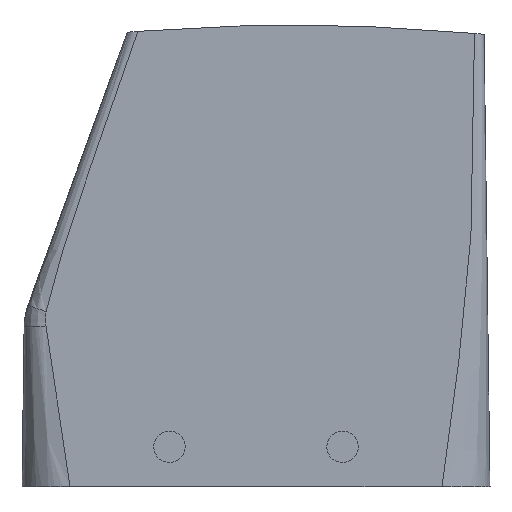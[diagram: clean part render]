
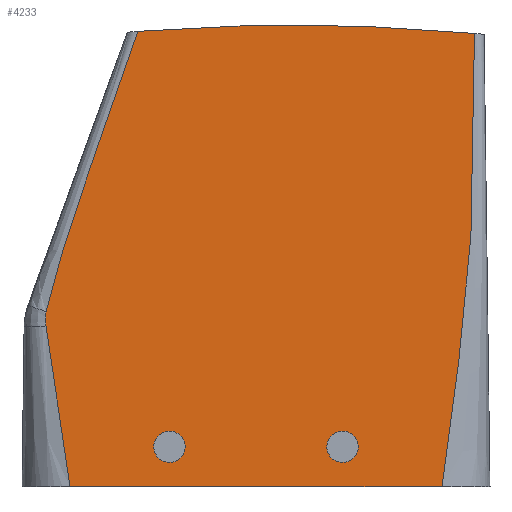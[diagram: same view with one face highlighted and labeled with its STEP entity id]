
A CAD part, left-side view. The second image highlights one B-rep face of the part: STEP entity #4233.
In plain terms, the highlighted planar face has unit normal (-1, 0, 0).
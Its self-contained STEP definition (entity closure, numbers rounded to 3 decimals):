
#3842=AXIS2_PLACEMENT_3D('Circle Axis2P3D',#3840,#3841,$) ;
#4176=AXIS2_PLACEMENT_3D('Plane Axis2P3D',#4173,#4174,#4175) ;
#4199=AXIS2_PLACEMENT_3D('Circle Axis2P3D',#4197,#4198,$) ;
#4208=AXIS2_PLACEMENT_3D('Circle Axis2P3D',#4206,#4207,$) ;
#4217=AXIS2_PLACEMENT_3D('Circle Axis2P3D',#4215,#4216,$) ;
#4226=AXIS2_PLACEMENT_3D('Circle Axis2P3D',#4224,#4225,$) ;
#1177=CARTESIAN_POINT('Vertex',(7.2,7.487,0.)) ;
#1182=CARTESIAN_POINT('Line Origine',(7.2,36.501,0.)) ;
#1186=CARTESIAN_POINT('Vertex',(7.2,65.515,0.)) ;
#2651=CARTESIAN_POINT('Vertex',(7.2,54.932,71.003)) ;
#2661=CARTESIAN_POINT('Vertex',(7.2,69.235,27.257)) ;
#2665=CARTESIAN_POINT('Control Point',(7.2,54.932,71.003)) ;
#2666=CARTESIAN_POINT('Control Point',(7.2,54.941,70.98)) ;
#2667=CARTESIAN_POINT('Control Point',(7.2,54.949,70.956)) ;
#2668=CARTESIAN_POINT('Control Point',(7.2,54.957,70.933)) ;
#2669=CARTESIAN_POINT('Control Point',(7.2,55.754,68.702)) ;
#2670=CARTESIAN_POINT('Control Point',(7.2,56.547,66.471)) ;
#2671=CARTESIAN_POINT('Control Point',(7.2,57.293,64.356)) ;
#2672=CARTESIAN_POINT('Control Point',(7.2,59.255,58.753)) ;
#2673=CARTESIAN_POINT('Control Point',(7.2,61.186,53.145)) ;
#2674=CARTESIAN_POINT('Control Point',(7.2,62.346,49.749)) ;
#2675=CARTESIAN_POINT('Control Point',(7.2,63.917,45.136)) ;
#2676=CARTESIAN_POINT('Control Point',(7.2,65.442,40.513)) ;
#2677=CARTESIAN_POINT('Control Point',(7.2,65.815,39.371)) ;
#2678=CARTESIAN_POINT('Control Point',(7.2,66.589,36.935)) ;
#2679=CARTESIAN_POINT('Control Point',(7.2,67.321,34.488)) ;
#2680=CARTESIAN_POINT('Control Point',(7.2,67.672,33.268)) ;
#2681=CARTESIAN_POINT('Control Point',(7.2,68.181,31.43)) ;
#2682=CARTESIAN_POINT('Control Point',(7.2,68.66,29.584)) ;
#2683=CARTESIAN_POINT('Control Point',(7.2,68.817,28.967)) ;
#2684=CARTESIAN_POINT('Control Point',(7.2,68.994,28.254)) ;
#2685=CARTESIAN_POINT('Control Point',(7.2,69.167,27.54)) ;
#2686=CARTESIAN_POINT('Control Point',(7.2,69.19,27.446)) ;
#2687=CARTESIAN_POINT('Control Point',(7.2,69.212,27.352)) ;
#2688=CARTESIAN_POINT('Control Point',(7.2,69.235,27.257)) ;
#2759=CARTESIAN_POINT('Vertex',(7.2,69.243,24.955)) ;
#2763=CARTESIAN_POINT('Control Point',(7.2,69.235,27.257)) ;
#2764=CARTESIAN_POINT('Control Point',(7.2,69.284,26.997)) ;
#2765=CARTESIAN_POINT('Control Point',(7.2,69.32,26.735)) ;
#2766=CARTESIAN_POINT('Control Point',(7.2,69.342,26.472)) ;
#2767=CARTESIAN_POINT('Control Point',(7.2,69.358,26.005)) ;
#2768=CARTESIAN_POINT('Control Point',(7.2,69.329,25.545)) ;
#2769=CARTESIAN_POINT('Control Point',(7.2,69.309,25.346)) ;
#2770=CARTESIAN_POINT('Control Point',(7.2,69.28,25.149)) ;
#2771=CARTESIAN_POINT('Control Point',(7.2,69.243,24.955)) ;
#3840=CARTESIAN_POINT('Axis2P3D Location',(7.2,30.5,-228.)) ;
#3844=CARTESIAN_POINT('Vertex',(7.2,2.424,70.683)) ;
#4121=CARTESIAN_POINT('Control Point',(7.2,2.424,70.683)) ;
#4122=CARTESIAN_POINT('Control Point',(7.2,2.423,70.417)) ;
#4123=CARTESIAN_POINT('Control Point',(7.2,2.422,70.149)) ;
#4124=CARTESIAN_POINT('Control Point',(7.2,2.422,69.881)) ;
#4125=CARTESIAN_POINT('Control Point',(7.2,2.418,67.329)) ;
#4126=CARTESIAN_POINT('Control Point',(7.2,2.421,64.777)) ;
#4127=CARTESIAN_POINT('Control Point',(7.2,2.432,62.494)) ;
#4128=CARTESIAN_POINT('Control Point',(7.2,2.465,57.953)) ;
#4129=CARTESIAN_POINT('Control Point',(7.2,2.523,53.413)) ;
#4130=CARTESIAN_POINT('Control Point',(7.2,2.559,51.051)) ;
#4131=CARTESIAN_POINT('Control Point',(7.2,2.726,42.567)) ;
#4132=CARTESIAN_POINT('Control Point',(7.2,3.166,34.086)) ;
#4133=CARTESIAN_POINT('Control Point',(7.2,3.797,27.863)) ;
#4134=CARTESIAN_POINT('Control Point',(7.2,4.828,19.684)) ;
#4135=CARTESIAN_POINT('Control Point',(7.2,5.942,11.512)) ;
#4136=CARTESIAN_POINT('Control Point',(7.2,6.213,9.533)) ;
#4137=CARTESIAN_POINT('Control Point',(7.2,6.635,6.431)) ;
#4138=CARTESIAN_POINT('Control Point',(7.2,7.05,3.327)) ;
#4139=CARTESIAN_POINT('Control Point',(7.2,7.197,2.216)) ;
#4140=CARTESIAN_POINT('Control Point',(7.2,7.342,1.109)) ;
#4141=CARTESIAN_POINT('Control Point',(7.2,7.487,0.)) ;
#4173=CARTESIAN_POINT('Axis2P3D Location',(7.2,-1.533,-30.8)) ;
#4179=CARTESIAN_POINT('Control Point',(7.2,69.243,24.955)) ;
#4180=CARTESIAN_POINT('Control Point',(7.2,68.818,21.443)) ;
#4181=CARTESIAN_POINT('Control Point',(7.2,68.315,17.927)) ;
#4182=CARTESIAN_POINT('Control Point',(7.2,67.763,14.458)) ;
#4183=CARTESIAN_POINT('Control Point',(7.2,66.953,9.429)) ;
#4184=CARTESIAN_POINT('Control Point',(7.2,66.171,4.389)) ;
#4185=CARTESIAN_POINT('Control Point',(7.2,65.951,2.94)) ;
#4186=CARTESIAN_POINT('Control Point',(7.2,65.733,1.482)) ;
#4187=CARTESIAN_POINT('Control Point',(7.2,65.515,0.)) ;
#4197=CARTESIAN_POINT('Axis2P3D Location',(7.2,50.,6.2)) ;
#4201=CARTESIAN_POINT('Vertex',(7.2,52.15,7.375)) ;
#4203=CARTESIAN_POINT('Vertex',(7.2,47.85,5.025)) ;
#4206=CARTESIAN_POINT('Axis2P3D Location',(7.2,50.,6.2)) ;
#4215=CARTESIAN_POINT('Axis2P3D Location',(7.2,23.,6.2)) ;
#4219=CARTESIAN_POINT('Vertex',(7.2,25.15,7.375)) ;
#4221=CARTESIAN_POINT('Vertex',(7.2,20.85,5.025)) ;
#4224=CARTESIAN_POINT('Axis2P3D Location',(7.2,23.,6.2)) ;
#1183=DIRECTION('Vector Direction',(0.,-1.,0.)) ;
#3841=DIRECTION('Axis2P3D Direction',(-1.,0.,0.)) ;
#4174=DIRECTION('Axis2P3D Direction',(-1.,0.,0.)) ;
#4175=DIRECTION('Axis2P3D XDirection',(0.,-0.17,0.985)) ;
#4198=DIRECTION('Axis2P3D Direction',(-1.,0.,0.)) ;
#4207=DIRECTION('Axis2P3D Direction',(-1.,0.,0.)) ;
#4216=DIRECTION('Axis2P3D Direction',(-1.,0.,0.)) ;
#4225=DIRECTION('Axis2P3D Direction',(-1.,0.,0.)) ;
#1184=VECTOR('Line Direction',#1183,1.) ;
#4190=ORIENTED_EDGE('',*,*,#3846,.T.) ;
#4191=ORIENTED_EDGE('',*,*,#2689,.F.) ;
#4192=ORIENTED_EDGE('',*,*,#2772,.F.) ;
#4193=ORIENTED_EDGE('',*,*,#4188,.F.) ;
#4194=ORIENTED_EDGE('',*,*,#1188,.T.) ;
#4195=ORIENTED_EDGE('',*,*,#4142,.T.) ;
#4212=ORIENTED_EDGE('',*,*,#4205,.F.) ;
#4213=ORIENTED_EDGE('',*,*,#4210,.F.) ;
#4230=ORIENTED_EDGE('',*,*,#4223,.F.) ;
#4231=ORIENTED_EDGE('',*,*,#4228,.F.) ;
#4214=FACE_BOUND('',#4211,.T.) ;
#4232=FACE_BOUND('',#4229,.T.) ;
#4233=ADVANCED_FACE('Hauptk\X2\00F6\X0\rper',(#4196,#4214,#4232),#4177,.T.) ;
#2664=B_SPLINE_CURVE_WITH_KNOTS('',5,(#2665,#2666,#2667,#2668,#2669,#2670,#2671,#2672,#2673,#2674,#2675,#2676,#2677,#2678,#2679,#2680,#2681,#2682,#2683,#2684,#2685,#2686,#2687,#2688),.UNSPECIFIED.,.F.,.U.,(6,3,3,3,3,3,3,6),(44.001,44.216,64.445,95.496,106.64,117.663,123.195,124.039),.UNSPECIFIED.) ;
#2762=B_SPLINE_CURVE_WITH_KNOTS('',5,(#2763,#2764,#2765,#2766,#2767,#2768,#2769,#2770,#2771),.UNSPECIFIED.,.F.,.U.,(6,3,6),(204.023,207.004,209.326),.UNSPECIFIED.) ;
#4120=B_SPLINE_CURVE_WITH_KNOTS('',5,(#4121,#4122,#4123,#4124,#4125,#4126,#4127,#4128,#4129,#4130,#4131,#4132,#4133,#4134,#4135,#4136,#4137,#4138,#4139,#4140,#4141),.UNSPECIFIED.,.F.,.U.,(6,3,3,3,3,3,6),(28.957,31.28,51.057,70.599,124.533,141.764,151.553),.UNSPECIFIED.) ;
#4178=B_SPLINE_CURVE_WITH_KNOTS('',5,(#4179,#4180,#4181,#4182,#4183,#4184,#4185,#4186,#4187),.UNSPECIFIED.,.F.,.U.,(6,3,6),(130.523,161.229,174.387),.UNSPECIFIED.) ;
#3843=CIRCLE('generated circle',#3842,300.) ;
#4200=CIRCLE('generated circle',#4199,2.45) ;
#4209=CIRCLE('generated circle',#4208,2.45) ;
#4218=CIRCLE('generated circle',#4217,2.45) ;
#4227=CIRCLE('generated circle',#4226,2.45) ;
#1188=EDGE_CURVE('',#1187,#1178,#1185,.T.) ;
#2689=EDGE_CURVE('',#2662,#2652,#2664,.F.) ;
#2772=EDGE_CURVE('',#2760,#2662,#2762,.F.) ;
#3846=EDGE_CURVE('',#3845,#2652,#3843,.T.) ;
#4142=EDGE_CURVE('',#1178,#3845,#4120,.F.) ;
#4188=EDGE_CURVE('',#1187,#2760,#4178,.F.) ;
#4205=EDGE_CURVE('',#4202,#4204,#4200,.T.) ;
#4210=EDGE_CURVE('',#4204,#4202,#4209,.T.) ;
#4223=EDGE_CURVE('',#4220,#4222,#4218,.T.) ;
#4228=EDGE_CURVE('',#4222,#4220,#4227,.T.) ;
#4189=EDGE_LOOP('',(#4190,#4191,#4192,#4193,#4194,#4195)) ;
#4211=EDGE_LOOP('',(#4212,#4213)) ;
#4229=EDGE_LOOP('',(#4230,#4231)) ;
#4196=FACE_OUTER_BOUND('',#4189,.T.) ;
#1185=LINE('Line',#1182,#1184) ;
#4177=PLANE('',#4176) ;
#1178=VERTEX_POINT('',#1177) ;
#1187=VERTEX_POINT('',#1186) ;
#2652=VERTEX_POINT('',#2651) ;
#2662=VERTEX_POINT('',#2661) ;
#2760=VERTEX_POINT('',#2759) ;
#3845=VERTEX_POINT('',#3844) ;
#4202=VERTEX_POINT('',#4201) ;
#4204=VERTEX_POINT('',#4203) ;
#4220=VERTEX_POINT('',#4219) ;
#4222=VERTEX_POINT('',#4221) ;
